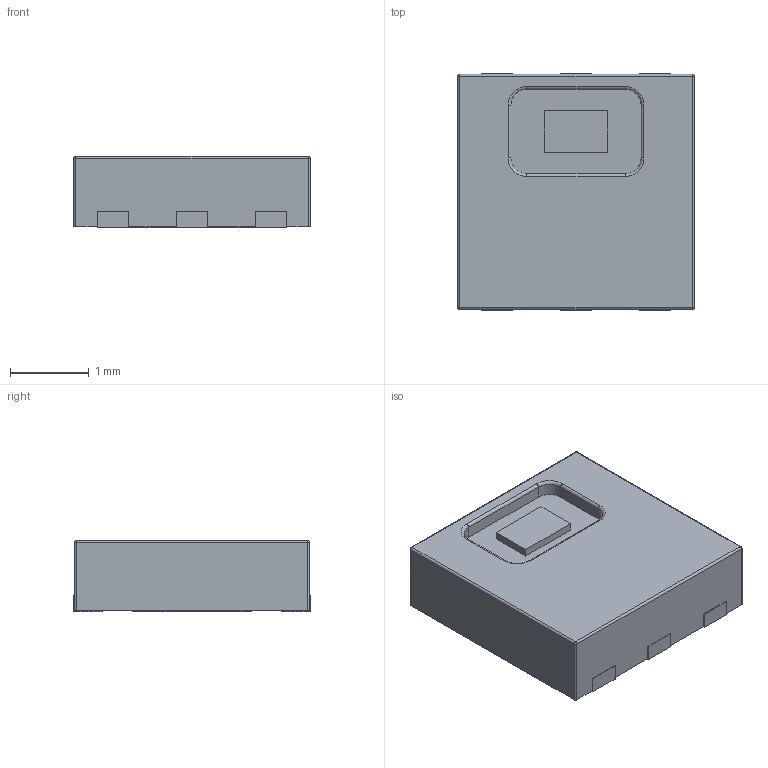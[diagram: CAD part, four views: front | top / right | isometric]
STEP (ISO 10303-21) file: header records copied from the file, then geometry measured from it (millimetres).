
FILE_DESCRIPTION(/* description */ (''),/* implementation_level */ '2;1');
FILE_NAME(/* name */ 'TE - HPP845E031R4.step',/* time_stamp */ '2020-04-02T12:40:28+01:00',/* author */ (''),/* organization */ (''),/* preprocessor_version */ 'ST-DEVELOPER v18',/* originating_system */ 'Autodesk Translation Framework v8.12.0.6',/* authorisation */ '');
FILE_SCHEMA (('AUTOMOTIVE_DESIGN { 1 0 10303 214 3 1 1 }'));
Length unit declared in the file: millimetre
Products named in the file (2): TE - HPP845E031R4; HTU21D--3DModel-STEP-56544 v1
Assembly tree (1 placements, depth 2):
  TE - HPP845E031R4
    HTU21D--3DModel-STEP-56544 v1
Bounding box: 3 x 3 x 0.9 mm (x, y, z)
Volume: 7.7 mm3; surface area: 29.7 mm2
Topology: 1 solids, 1 shells, 85 faces, 220 edges, 140 vertices
Faces by surface type: plane 52, cylinder 25, sphere 4, torus 4
Entity records: 2677 total; most frequent: DIRECTION 450, CARTESIAN_POINT 448, ORIENTED_EDGE 440, EDGE_CURVE 220, LINE 166, VECTOR 166, AXIS2_PLACEMENT_3D 142, VERTEX_POINT 140
